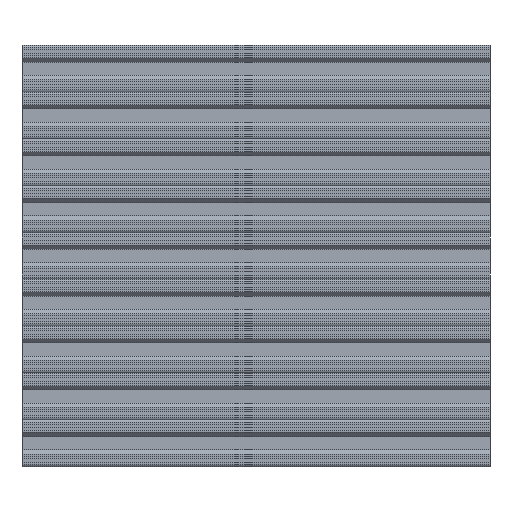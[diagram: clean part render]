
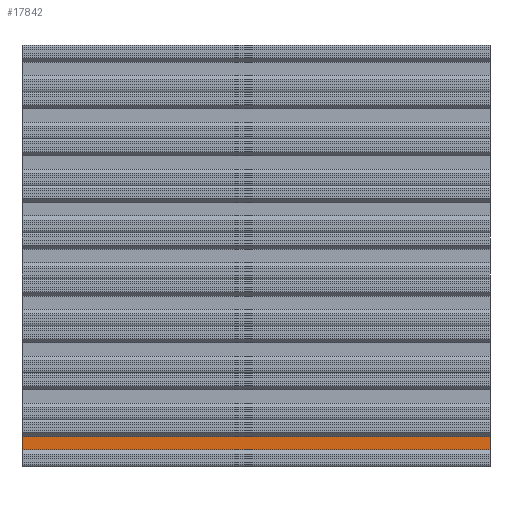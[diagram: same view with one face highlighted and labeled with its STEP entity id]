
A CAD part, front view. The second image highlights one B-rep face of the part: STEP entity #17842.
In plain terms, the highlighted planar face has unit normal (0, -1, 0).
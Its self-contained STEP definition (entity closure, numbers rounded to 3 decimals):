
#317=PLANE('',#18817);
#1242=FACE_OUTER_BOUND('',#2172,.T.);
#2172=EDGE_LOOP('',(#12774,#12775,#12776,#12777));
#3395=LINE('',#25447,#5693);
#3396=LINE('',#25450,#5694);
#3397=LINE('',#25452,#5695);
#3398=LINE('',#25453,#5696);
#5693=VECTOR('',#20346,10.);
#5694=VECTOR('',#20349,10.);
#5695=VECTOR('',#20350,10.);
#5696=VECTOR('',#20351,10.);
#8228=VERTEX_POINT('',#25443);
#8229=VERTEX_POINT('',#25445);
#8230=VERTEX_POINT('',#25449);
#8231=VERTEX_POINT('',#25451);
#10049=EDGE_CURVE('',#8228,#8229,#3395,.T.);
#10050=EDGE_CURVE('',#8230,#8228,#3396,.T.);
#10051=EDGE_CURVE('',#8231,#8229,#3397,.T.);
#10052=EDGE_CURVE('',#8230,#8231,#3398,.T.);
#12774=ORIENTED_EDGE('',*,*,#10050,.T.);
#12775=ORIENTED_EDGE('',*,*,#10049,.T.);
#12776=ORIENTED_EDGE('',*,*,#10051,.F.);
#12777=ORIENTED_EDGE('',*,*,#10052,.F.);
#17842=ADVANCED_FACE('',(#1242),#317,.T.);
#18817=AXIS2_PLACEMENT_3D('',#25448,#20347,#20348);
#20346=DIRECTION('',(-1.,0.,0.));
#20347=DIRECTION('center_axis',(0.,-1.,0.));
#20348=DIRECTION('ref_axis',(0.,0.,1.));
#20349=DIRECTION('',(0.,0.,1.));
#20350=DIRECTION('',(0.,0.,1.));
#20351=DIRECTION('',(-1.,0.,0.));
#25443=CARTESIAN_POINT('',(82.365,48.044,6.24));
#25445=CARTESIAN_POINT('',(-117.635,48.044,6.24));
#25447=CARTESIAN_POINT('',(82.365,48.044,6.24));
#25448=CARTESIAN_POINT('Origin',(82.365,48.044,0.56));
#25449=CARTESIAN_POINT('',(82.365,48.044,0.56));
#25450=CARTESIAN_POINT('',(82.365,48.044,0.56));
#25451=CARTESIAN_POINT('',(-117.635,48.044,0.56));
#25452=CARTESIAN_POINT('',(-117.635,48.044,0.56));
#25453=CARTESIAN_POINT('',(82.365,48.044,0.56));
